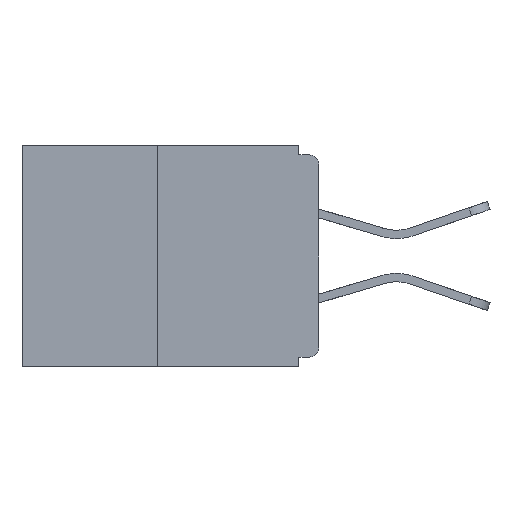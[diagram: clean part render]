
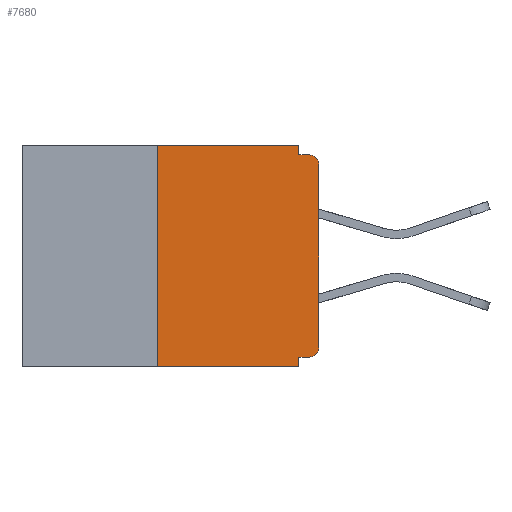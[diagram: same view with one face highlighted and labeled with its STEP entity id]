
A CAD part, left-side view. The second image highlights one B-rep face of the part: STEP entity #7680.
In plain terms, the highlighted planar face has unit normal (-1, 0, 0).
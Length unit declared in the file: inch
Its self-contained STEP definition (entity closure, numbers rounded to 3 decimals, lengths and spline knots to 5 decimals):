
#95 = VERTEX_POINT ( 'NONE', #9611 ) ;
#369 = VECTOR ( 'NONE', #9399, 39.37008 ) ;
#511 = VECTOR ( 'NONE', #14002, 39.37008 ) ;
#586 = VERTEX_POINT ( 'NONE', #9302 ) ;
#733 = CARTESIAN_POINT ( 'NONE',  ( 0., 0.46, -0.343 ) ) ;
#851 = ORIENTED_EDGE ( 'NONE', *, *, #1958, .T. ) ;
#1530 = ORIENTED_EDGE ( 'NONE', *, *, #15490, .T. ) ;
#1921 = DIRECTION ( 'NONE',  ( -1., 0., 0. ) ) ;
#1958 = EDGE_CURVE ( 'NONE', #18450, #15725, #18519, .T. ) ;
#2076 = EDGE_CURVE ( 'NONE', #20122, #14685, #3858, .T. ) ;
#2250 = LINE ( 'NONE', #12904, #18616 ) ;
#2696 = CARTESIAN_POINT ( 'NONE',  ( 0., 0., -0.313 ) ) ;
#2980 = FACE_OUTER_BOUND ( 'NONE', #7221, .T. ) ;
#3219 = DIRECTION ( 'NONE',  ( 0., 0., -1. ) ) ;
#3326 = DIRECTION ( 'NONE',  ( 0., -1., 0. ) ) ;
#3646 = ORIENTED_EDGE ( 'NONE', *, *, #16049, .F. ) ;
#3752 = CARTESIAN_POINT ( 'NONE',  ( 0., 0.031, -0.328 ) ) ;
#3830 = CARTESIAN_POINT ( 'NONE',  ( 0., 0.25, 0. ) ) ;
#3858 = LINE ( 'NONE', #9690, #369 ) ;
#4193 = ORIENTED_EDGE ( 'NONE', *, *, #2076, .F. ) ;
#4562 = CARTESIAN_POINT ( 'NONE',  ( 0., 0.25, 0. ) ) ;
#4596 = PLANE ( 'NONE',  #16201 ) ;
#4747 = CIRCLE ( 'NONE', #7638, 0.015 ) ;
#4823 = DIRECTION ( 'NONE',  ( 0., -1., 0. ) ) ;
#5897 = EDGE_CURVE ( 'NONE', #19184, #12694, #19855, .T. ) ;
#5921 = ORIENTED_EDGE ( 'NONE', *, *, #13981, .F. ) ;
#6105 = ORIENTED_EDGE ( 'NONE', *, *, #15677, .T. ) ;
#6411 = DIRECTION ( 'NONE',  ( 0., 1., 0. ) ) ;
#6770 = DIRECTION ( 'NONE',  ( 0., 0., -1. ) ) ;
#6931 = DIRECTION ( 'NONE',  ( 0., -1., 0. ) ) ;
#6957 = CARTESIAN_POINT ( 'NONE',  ( 0., 0.031, 0. ) ) ;
#7053 = CARTESIAN_POINT ( 'NONE',  ( 0., 0.25, -0.343 ) ) ;
#7221 = EDGE_LOOP ( 'NONE', ( #19952, #18201, #6105, #4193, #10763, #851, #1530, #7276, #3646, #5921 ) ) ;
#7249 = CARTESIAN_POINT ( 'NONE',  ( 0., 0.015, -0.313 ) ) ;
#7276 = ORIENTED_EDGE ( 'NONE', *, *, #15161, .T. ) ;
#7638 = AXIS2_PLACEMENT_3D ( 'NONE', #17748, #1921, #6770 ) ;
#7680 = ADVANCED_FACE ( 'NONE', ( #2980 ), #4596, .F. ) ;
#8226 = AXIS2_PLACEMENT_3D ( 'NONE', #7249, #9009, #16959 ) ;
#8231 = EDGE_CURVE ( 'NONE', #18450, #20122, #13402, .T. ) ;
#8683 = LINE ( 'NONE', #4562, #511 ) ;
#8697 = LINE ( 'NONE', #6957, #17167 ) ;
#9009 = DIRECTION ( 'NONE',  ( -1., 0., 0. ) ) ;
#9302 = CARTESIAN_POINT ( 'NONE',  ( 0., 0., -0.03 ) ) ;
#9373 = VECTOR ( 'NONE', #4823, 39.37008 ) ;
#9376 = VERTEX_POINT ( 'NONE', #14616 ) ;
#9399 = DIRECTION ( 'NONE',  ( 0., 0., -1. ) ) ;
#9600 = CARTESIAN_POINT ( 'NONE',  ( 0., 0.46, 0. ) ) ;
#9611 = CARTESIAN_POINT ( 'NONE',  ( 0., 0.031, -0.015 ) ) ;
#9633 = VERTEX_POINT ( 'NONE', #7053 ) ;
#9690 = CARTESIAN_POINT ( 'NONE',  ( 0., 0.031, -0.343 ) ) ;
#10763 = ORIENTED_EDGE ( 'NONE', *, *, #8231, .F. ) ;
#11381 = VECTOR ( 'NONE', #3326, 39.37008 ) ;
#11473 = CARTESIAN_POINT ( 'NONE',  ( 0., 0., -0.328 ) ) ;
#11830 = CARTESIAN_POINT ( 'NONE',  ( 0., 0.015, -0.328 ) ) ;
#11900 = VECTOR ( 'NONE', #6931, 39.37008 ) ;
#11979 = CARTESIAN_POINT ( 'NONE',  ( 0., 0.031, 0. ) ) ;
#12383 = LINE ( 'NONE', #17675, #9373 ) ;
#12694 = VERTEX_POINT ( 'NONE', #11979 ) ;
#12904 = CARTESIAN_POINT ( 'NONE',  ( 0., 0., 0. ) ) ;
#13402 = LINE ( 'NONE', #11473, #17118 ) ;
#13658 = LINE ( 'NONE', #733, #11900 ) ;
#13981 = EDGE_CURVE ( 'NONE', #12694, #95, #8697, .T. ) ;
#14002 = DIRECTION ( 'NONE',  ( 0., 0., 1. ) ) ;
#14616 = CARTESIAN_POINT ( 'NONE',  ( 0., 0.015, -0.015 ) ) ;
#14685 = VERTEX_POINT ( 'NONE', #18108 ) ;
#14997 = EDGE_CURVE ( 'NONE', #9633, #19184, #8683, .T. ) ;
#15161 = EDGE_CURVE ( 'NONE', #586, #9376, #4747, .T. ) ;
#15490 = EDGE_CURVE ( 'NONE', #15725, #586, #2250, .T. ) ;
#15677 = EDGE_CURVE ( 'NONE', #9633, #14685, #13658, .T. ) ;
#15725 = VERTEX_POINT ( 'NONE', #2696 ) ;
#15841 = CARTESIAN_POINT ( 'NONE',  ( 0., 0.46, 0. ) ) ;
#16049 = EDGE_CURVE ( 'NONE', #95, #9376, #12383, .T. ) ;
#16201 = AXIS2_PLACEMENT_3D ( 'NONE', #15841, #17305, #18812 ) ;
#16959 = DIRECTION ( 'NONE',  ( 0., 0., -1. ) ) ;
#17118 = VECTOR ( 'NONE', #6411, 39.37008 ) ;
#17167 = VECTOR ( 'NONE', #3219, 39.37008 ) ;
#17305 = DIRECTION ( 'NONE',  ( 1., 0., 0. ) ) ;
#17675 = CARTESIAN_POINT ( 'NONE',  ( 0., 0., -0.015 ) ) ;
#17748 = CARTESIAN_POINT ( 'NONE',  ( 0., 0.015, -0.03 ) ) ;
#18108 = CARTESIAN_POINT ( 'NONE',  ( 0., 0.031, -0.343 ) ) ;
#18201 = ORIENTED_EDGE ( 'NONE', *, *, #14997, .F. ) ;
#18450 = VERTEX_POINT ( 'NONE', #11830 ) ;
#18519 = CIRCLE ( 'NONE', #8226, 0.015 ) ;
#18616 = VECTOR ( 'NONE', #19363, 39.37008 ) ;
#18812 = DIRECTION ( 'NONE',  ( 0., 0., -1. ) ) ;
#19184 = VERTEX_POINT ( 'NONE', #3830 ) ;
#19363 = DIRECTION ( 'NONE',  ( 0., 0., 1. ) ) ;
#19855 = LINE ( 'NONE', #9600, #11381 ) ;
#19952 = ORIENTED_EDGE ( 'NONE', *, *, #5897, .F. ) ;
#20122 = VERTEX_POINT ( 'NONE', #3752 ) ;
